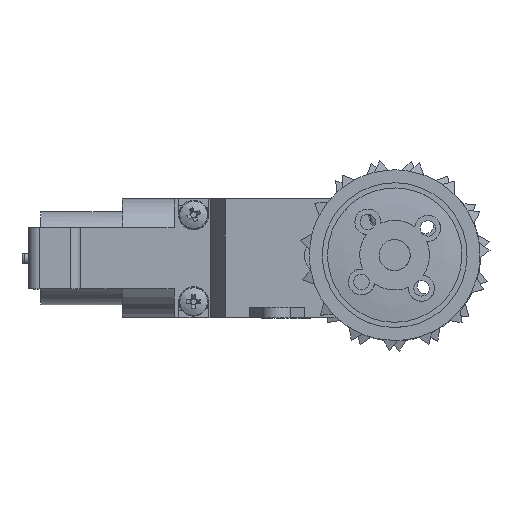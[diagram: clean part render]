
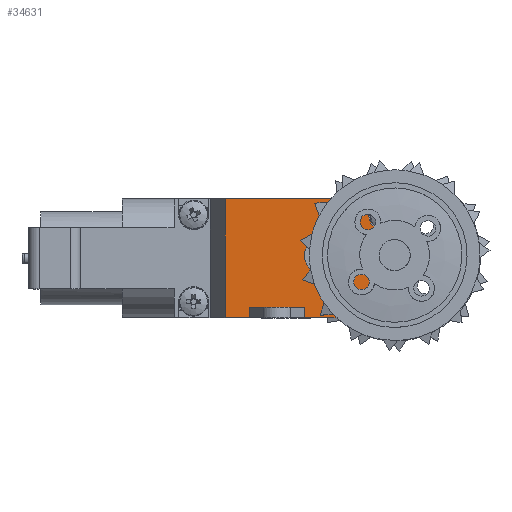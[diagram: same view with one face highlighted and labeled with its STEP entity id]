
A CAD part, top view. The second image highlights one B-rep face of the part: STEP entity #34631.
In plain terms, the highlighted planar face has unit normal (0, 0, 1).
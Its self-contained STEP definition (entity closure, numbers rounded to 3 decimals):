
#1946=FACE_BOUND('',#4167,.T.);
#1947=FACE_BOUND('',#4168,.T.);
#1948=FACE_BOUND('',#4169,.T.);
#2240=FACE_OUTER_BOUND('',#4166,.T.);
#4166=EDGE_LOOP('',(#23989,#23990,#23991,#23992,#23993,#23994,#23995,#23996,
#23997,#23998,#23999,#24000,#24001,#24002,#24003,#24004,#24005,#24006));
#4167=EDGE_LOOP('',(#24007));
#4168=EDGE_LOOP('',(#24008));
#4169=EDGE_LOOP('',(#24009));
#6318=LINE('',#52719,#9799);
#6321=LINE('',#52727,#9802);
#6332=LINE('',#52746,#9813);
#6354=LINE('',#52816,#9835);
#6355=LINE('',#52820,#9836);
#6356=LINE('',#52824,#9837);
#6357=LINE('',#52826,#9838);
#6358=LINE('',#52830,#9839);
#6359=LINE('',#52832,#9840);
#6360=LINE('',#52833,#9841);
#6361=LINE('',#52835,#9842);
#6362=LINE('',#52837,#9843);
#6363=LINE('',#52838,#9844);
#6364=LINE('',#52840,#9845);
#6365=LINE('',#52841,#9846);
#9799=VECTOR('',#41537,15.4);
#9802=VECTOR('',#41542,4.802);
#9813=VECTOR('',#41553,3.);
#9835=VECTOR('',#41601,2.);
#9836=VECTOR('',#41604,4.536);
#9837=VECTOR('',#41607,3.648);
#9838=VECTOR('',#41608,4.504);
#9839=VECTOR('',#41611,3.2);
#9840=VECTOR('',#41612,27.825);
#9841=VECTOR('',#41613,23.);
#9842=VECTOR('',#41614,2.);
#9843=VECTOR('',#41615,3.812);
#9844=VECTOR('',#41616,2.);
#9845=VECTOR('',#41617,2.);
#9846=VECTOR('',#41618,3.812);
#13031=CIRCLE('',#36987,4.);
#13032=CIRCLE('',#36988,4.);
#13033=CIRCLE('',#36989,3.);
#13034=CIRCLE('',#36990,3.5);
#13035=CIRCLE('',#36991,3.5);
#13036=CIRCLE('',#36992,3.5);
#14570=VERTEX_POINT('',#52717);
#14571=VERTEX_POINT('',#52718);
#14574=VERTEX_POINT('',#52724);
#14575=VERTEX_POINT('',#52726);
#14582=VERTEX_POINT('',#52743);
#14583=VERTEX_POINT('',#52745);
#14606=VERTEX_POINT('',#52815);
#14607=VERTEX_POINT('',#52817);
#14608=VERTEX_POINT('',#52819);
#14609=VERTEX_POINT('',#52821);
#14610=VERTEX_POINT('',#52823);
#14611=VERTEX_POINT('',#52825);
#14612=VERTEX_POINT('',#52827);
#14613=VERTEX_POINT('',#52829);
#14614=VERTEX_POINT('',#52831);
#14615=VERTEX_POINT('',#52834);
#14616=VERTEX_POINT('',#52836);
#14617=VERTEX_POINT('',#52839);
#14618=VERTEX_POINT('',#52842);
#14619=VERTEX_POINT('',#52844);
#14620=VERTEX_POINT('',#52846);
#18175=EDGE_CURVE('',#14570,#14571,#6318,.T.);
#18179=EDGE_CURVE('',#14575,#14574,#6321,.T.);
#18190=EDGE_CURVE('',#14583,#14582,#6332,.T.);
#18220=EDGE_CURVE('',#14606,#14570,#6354,.T.);
#18221=EDGE_CURVE('',#14571,#14607,#13031,.T.);
#18222=EDGE_CURVE('',#14607,#14608,#6355,.T.);
#18223=EDGE_CURVE('',#14608,#14609,#13032,.T.);
#18224=EDGE_CURVE('',#14610,#14609,#6356,.T.);
#18225=EDGE_CURVE('',#14610,#14611,#6357,.T.);
#18226=EDGE_CURVE('',#14611,#14612,#13033,.T.);
#18227=EDGE_CURVE('',#14612,#14613,#6358,.T.);
#18228=EDGE_CURVE('',#14613,#14614,#6359,.T.);
#18229=EDGE_CURVE('',#14614,#14575,#6360,.T.);
#18230=EDGE_CURVE('',#14615,#14574,#6361,.T.);
#18231=EDGE_CURVE('',#14615,#14616,#6362,.T.);
#18232=EDGE_CURVE('',#14616,#14583,#6363,.T.);
#18233=EDGE_CURVE('',#14617,#14582,#6364,.T.);
#18234=EDGE_CURVE('',#14617,#14606,#6365,.T.);
#18235=EDGE_CURVE('',#14618,#14618,#13034,.T.);
#18236=EDGE_CURVE('',#14619,#14619,#13035,.T.);
#18237=EDGE_CURVE('',#14620,#14620,#13036,.T.);
#23989=ORIENTED_EDGE('',*,*,#18220,.T.);
#23990=ORIENTED_EDGE('',*,*,#18175,.T.);
#23991=ORIENTED_EDGE('',*,*,#18221,.T.);
#23992=ORIENTED_EDGE('',*,*,#18222,.T.);
#23993=ORIENTED_EDGE('',*,*,#18223,.T.);
#23994=ORIENTED_EDGE('',*,*,#18224,.F.);
#23995=ORIENTED_EDGE('',*,*,#18225,.T.);
#23996=ORIENTED_EDGE('',*,*,#18226,.T.);
#23997=ORIENTED_EDGE('',*,*,#18227,.T.);
#23998=ORIENTED_EDGE('',*,*,#18228,.T.);
#23999=ORIENTED_EDGE('',*,*,#18229,.T.);
#24000=ORIENTED_EDGE('',*,*,#18179,.T.);
#24001=ORIENTED_EDGE('',*,*,#18230,.F.);
#24002=ORIENTED_EDGE('',*,*,#18231,.T.);
#24003=ORIENTED_EDGE('',*,*,#18232,.T.);
#24004=ORIENTED_EDGE('',*,*,#18190,.T.);
#24005=ORIENTED_EDGE('',*,*,#18233,.F.);
#24006=ORIENTED_EDGE('',*,*,#18234,.T.);
#24007=ORIENTED_EDGE('',*,*,#18235,.F.);
#24008=ORIENTED_EDGE('',*,*,#18236,.F.);
#24009=ORIENTED_EDGE('',*,*,#18237,.F.);
#33343=PLANE('',#36986);
#34631=ADVANCED_FACE('',(#2240,#1946,#1947,#1948),#33343,.T.);
#36986=AXIS2_PLACEMENT_3D('',#52814,#41599,#41600);
#36987=AXIS2_PLACEMENT_3D('',#52818,#41602,#41603);
#36988=AXIS2_PLACEMENT_3D('',#52822,#41605,#41606);
#36989=AXIS2_PLACEMENT_3D('',#52828,#41609,#41610);
#36990=AXIS2_PLACEMENT_3D('',#52843,#41619,#41620);
#36991=AXIS2_PLACEMENT_3D('',#52845,#41621,#41622);
#36992=AXIS2_PLACEMENT_3D('',#52847,#41623,#41624);
#41537=DIRECTION('',(1.,0.,0.));
#41542=DIRECTION('',(1.,0.,0.));
#41553=DIRECTION('',(1.,0.,0.));
#41599=DIRECTION('center_axis',(0.,0.,1.));
#41600=DIRECTION('ref_axis',(1.,0.,0.));
#41601=DIRECTION('',(0.,-1.,0.));
#41602=DIRECTION('center_axis',(0.,0.,1.));
#41603=DIRECTION('ref_axis',(1.,0.,0.));
#41604=DIRECTION('',(0.,1.,0.));
#41605=DIRECTION('center_axis',(0.,0.,1.));
#41606=DIRECTION('ref_axis',(1.,0.,0.));
#41607=DIRECTION('',(0.343,-0.939,0.));
#41608=DIRECTION('',(-1.,0.,0.));
#41609=DIRECTION('center_axis',(0.,0.,-1.));
#41610=DIRECTION('ref_axis',(-1.,0.,0.));
#41611=DIRECTION('',(0.,1.,0.));
#41612=DIRECTION('',(-1.,0.,0.));
#41613=DIRECTION('',(0.,-1.,0.));
#41614=DIRECTION('',(0.,-1.,0.));
#41615=DIRECTION('',(1.,0.,0.));
#41616=DIRECTION('',(0.,-1.,0.));
#41617=DIRECTION('',(0.,-1.,0.));
#41618=DIRECTION('',(1.,0.,0.));
#41619=DIRECTION('center_axis',(0.,0.,1.));
#41620=DIRECTION('ref_axis',(1.,0.,0.));
#41621=DIRECTION('center_axis',(0.,0.,1.));
#41622=DIRECTION('ref_axis',(1.,0.,0.));
#41623=DIRECTION('center_axis',(0.,0.,1.));
#41624=DIRECTION('ref_axis',(1.,0.,0.));
#52717=CARTESIAN_POINT('',(9.703,-11.8,2.));
#52718=CARTESIAN_POINT('',(25.103,-11.8,2.));
#52719=CARTESIAN_POINT('',(9.703,-11.8,2.));
#52724=CARTESIAN_POINT('',(-0.92,-11.8,2.));
#52726=CARTESIAN_POINT('',(-5.722,-11.8,2.));
#52727=CARTESIAN_POINT('',(-5.722,-11.8,2.));
#52743=CARTESIAN_POINT('',(5.892,-11.8,2.));
#52745=CARTESIAN_POINT('',(2.892,-11.8,2.));
#52746=CARTESIAN_POINT('',(2.892,-11.8,2.));
#52814=CARTESIAN_POINT('Origin',(25.103,-7.8,2.));
#52815=CARTESIAN_POINT('',(9.703,-9.8,2.));
#52816=CARTESIAN_POINT('',(9.703,-9.8,2.));
#52817=CARTESIAN_POINT('',(29.103,-7.8,2.));
#52818=CARTESIAN_POINT('Origin',(25.103,-7.8,2.));
#52819=CARTESIAN_POINT('',(29.103,-3.264,2.));
#52820=CARTESIAN_POINT('',(29.103,-7.8,2.));
#52821=CARTESIAN_POINT('',(30.86,1.574,2.));
#52822=CARTESIAN_POINT('Origin',(27.103,0.2,2.));
#52823=CARTESIAN_POINT('',(29.607,5.,2.));
#52824=CARTESIAN_POINT('',(29.607,5.,2.));
#52825=CARTESIAN_POINT('',(25.103,5.,2.));
#52826=CARTESIAN_POINT('',(29.607,5.,2.));
#52827=CARTESIAN_POINT('',(22.103,8.,2.));
#52828=CARTESIAN_POINT('Origin',(25.103,8.,2.));
#52829=CARTESIAN_POINT('',(22.103,11.2,2.));
#52830=CARTESIAN_POINT('',(22.103,8.,2.));
#52831=CARTESIAN_POINT('',(-5.722,11.2,2.));
#52832=CARTESIAN_POINT('',(22.103,11.2,2.));
#52833=CARTESIAN_POINT('',(-5.722,11.2,2.));
#52834=CARTESIAN_POINT('',(-0.92,-9.8,2.));
#52835=CARTESIAN_POINT('',(-0.92,-9.8,2.));
#52836=CARTESIAN_POINT('',(2.892,-9.8,2.));
#52837=CARTESIAN_POINT('',(-0.92,-9.8,2.));
#52838=CARTESIAN_POINT('',(2.892,-9.8,2.));
#52839=CARTESIAN_POINT('',(5.892,-9.8,2.));
#52840=CARTESIAN_POINT('',(5.892,-9.8,2.));
#52841=CARTESIAN_POINT('',(5.892,-9.8,2.));
#52842=CARTESIAN_POINT('',(16.603,0.2,2.));
#52843=CARTESIAN_POINT('Origin',(13.103,0.2,2.));
#52844=CARTESIAN_POINT('',(30.603,0.2,2.));
#52845=CARTESIAN_POINT('Origin',(27.103,0.2,2.));
#52846=CARTESIAN_POINT('',(28.603,-7.8,2.));
#52847=CARTESIAN_POINT('Origin',(25.103,-7.8,2.));
